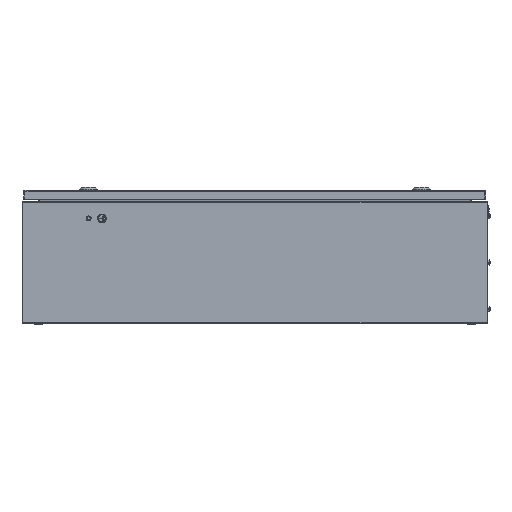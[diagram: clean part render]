
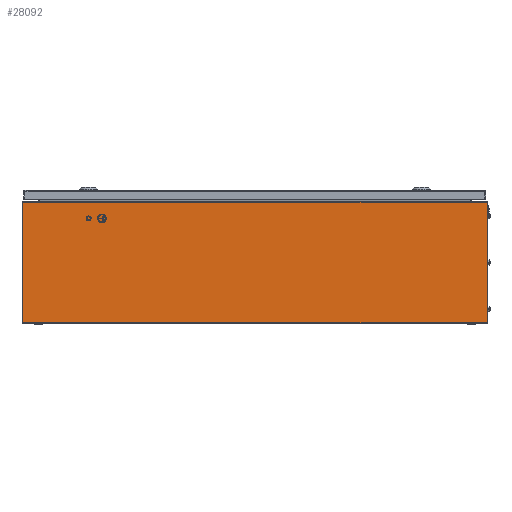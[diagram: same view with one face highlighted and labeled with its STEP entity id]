
A CAD part, left-side view. The second image highlights one B-rep face of the part: STEP entity #28092.
In plain terms, the highlighted planar face has unit normal (-1, 0, 0).
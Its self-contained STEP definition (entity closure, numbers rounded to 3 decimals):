
#518 = ORIENTED_EDGE ( 'NONE', *, *, #64980, .F. ) ;
#824 = DIRECTION ( 'NONE',  ( 0., -1., 0. ) ) ;
#1184 = CARTESIAN_POINT ( 'NONE',  ( 0., 0., 183. ) ) ;
#1814 = EDGE_CURVE ( 'NONE', #51979, #28740, #62688, .T. ) ;
#8740 = DIRECTION ( 'NONE',  ( 0., 0., -1. ) ) ;
#10669 = EDGE_CURVE ( 'NONE', #13358, #51979, #38671, .T. ) ;
#12373 = CARTESIAN_POINT ( 'NONE',  ( 0., 700., 183. ) ) ;
#13358 = VERTEX_POINT ( 'NONE', #12373 ) ;
#14634 = VERTEX_POINT ( 'NONE', #44429 ) ;
#18922 = LINE ( 'NONE', #70163, #45390 ) ;
#20023 = DIRECTION ( 'NONE',  ( 0., 0., -1. ) ) ;
#21321 = FACE_OUTER_BOUND ( 'NONE', #39877, .T. ) ;
#21354 = VECTOR ( 'NONE', #24325, 1000. ) ;
#24325 = DIRECTION ( 'NONE',  ( 0., -1., 0. ) ) ;
#27195 = CARTESIAN_POINT ( 'NONE',  ( 0., 0., 183. ) ) ;
#27822 = ORIENTED_EDGE ( 'NONE', *, *, #1814, .T. ) ;
#28092 = ADVANCED_FACE ( 'NONE', ( #21321 ), #66288, .F. ) ;
#28740 = VERTEX_POINT ( 'NONE', #54417 ) ;
#32768 = DIRECTION ( 'NONE',  ( 0., 0., -1. ) ) ;
#36961 = ORIENTED_EDGE ( 'NONE', *, *, #10669, .T. ) ;
#37699 = ORIENTED_EDGE ( 'NONE', *, *, #52296, .F. ) ;
#38671 = LINE ( 'NONE', #62682, #64100 ) ;
#39877 = EDGE_LOOP ( 'NONE', ( #27822, #37699, #518, #36961 ) ) ;
#44429 = CARTESIAN_POINT ( 'NONE',  ( 0., 0., 183. ) ) ;
#45144 = CARTESIAN_POINT ( 'NONE',  ( 0., 700., 0. ) ) ;
#45390 = VECTOR ( 'NONE', #20023, 1000. ) ;
#45874 = AXIS2_PLACEMENT_3D ( 'NONE', #27195, #49658, #8740 ) ;
#46059 = CARTESIAN_POINT ( 'NONE',  ( 0., 0., 0. ) ) ;
#48875 = VECTOR ( 'NONE', #824, 1000. ) ;
#49658 = DIRECTION ( 'NONE',  ( 1., 0., 0. ) ) ;
#51979 = VERTEX_POINT ( 'NONE', #45144 ) ;
#52120 = LINE ( 'NONE', #1184, #48875 ) ;
#52296 = EDGE_CURVE ( 'NONE', #14634, #28740, #18922, .T. ) ;
#54417 = CARTESIAN_POINT ( 'NONE',  ( 0., 0., 0. ) ) ;
#62682 = CARTESIAN_POINT ( 'NONE',  ( 0., 700., 183. ) ) ;
#62688 = LINE ( 'NONE', #46059, #21354 ) ;
#64100 = VECTOR ( 'NONE', #32768, 1000. ) ;
#64980 = EDGE_CURVE ( 'NONE', #13358, #14634, #52120, .T. ) ;
#66288 = PLANE ( 'NONE',  #45874 ) ;
#70163 = CARTESIAN_POINT ( 'NONE',  ( 0., 0., 183. ) ) ;
